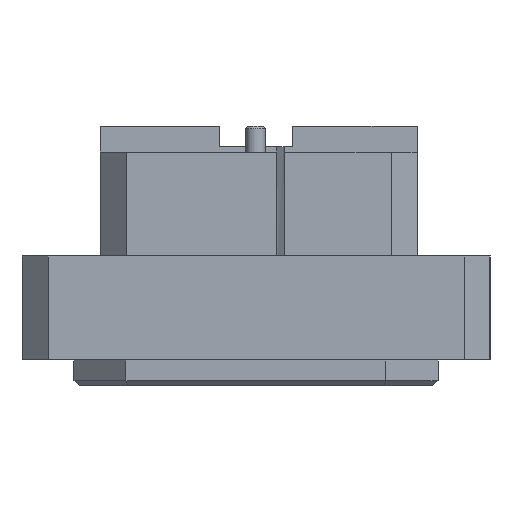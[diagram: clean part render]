
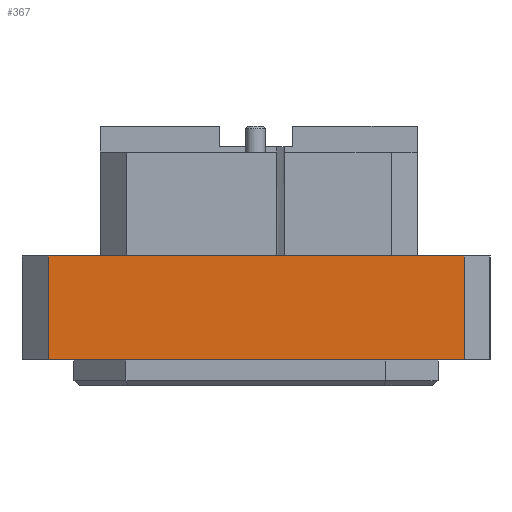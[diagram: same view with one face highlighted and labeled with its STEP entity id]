
A CAD part, left-side view. The second image highlights one B-rep face of the part: STEP entity #367.
In plain terms, the highlighted planar face has unit normal (-1, 0, 0).
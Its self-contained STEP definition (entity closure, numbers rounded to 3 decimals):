
#220=FACE_OUTER_BOUND('',#1652,.T.);
#367=ADVANCED_FACE('',(#220),#620,.F.);
#620=PLANE('',#3871);
#806=LINE('',#5421,#1100);
#808=LINE('',#5431,#1102);
#809=LINE('',#5433,#1103);
#810=LINE('',#5435,#1104);
#1100=VECTOR('',#4305,1.);
#1102=VECTOR('',#4315,1.);
#1103=VECTOR('',#4316,1.);
#1104=VECTOR('',#4317,1.);
#1652=EDGE_LOOP('',(#2063,#2064,#2065,#2066));
#2063=ORIENTED_EDGE('',*,*,#3287,.F.);
#2064=ORIENTED_EDGE('',*,*,#3292,.T.);
#2065=ORIENTED_EDGE('',*,*,#3293,.T.);
#2066=ORIENTED_EDGE('',*,*,#3294,.T.);
#2942=VERTEX_POINT('',#5420);
#2943=VERTEX_POINT('',#5422);
#2947=VERTEX_POINT('',#5432);
#2948=VERTEX_POINT('',#5434);
#3287=EDGE_CURVE('',#2942,#2943,#806,.T.);
#3292=EDGE_CURVE('',#2942,#2947,#808,.T.);
#3293=EDGE_CURVE('',#2947,#2948,#809,.T.);
#3294=EDGE_CURVE('',#2948,#2943,#810,.T.);
#3871=AXIS2_PLACEMENT_3D('',#5436,#4318,#4319);
#4305=DIRECTION('',(0.,-1.,0.));
#4315=DIRECTION('',(0.,0.,-1.));
#4316=DIRECTION('',(0.,-1.,0.));
#4317=DIRECTION('',(0.,0.,1.));
#4318=DIRECTION('',(1.,0.,0.));
#4319=DIRECTION('',(0.,0.,-1.));
#5420=CARTESIAN_POINT('',(-165.,40.,20.));
#5421=CARTESIAN_POINT('',(-165.,35.,20.));
#5422=CARTESIAN_POINT('',(-165.,-40.,20.));
#5431=CARTESIAN_POINT('',(-165.,40.,20.));
#5432=CARTESIAN_POINT('',(-165.,40.,0.));
#5433=CARTESIAN_POINT('',(-165.,35.,0.));
#5434=CARTESIAN_POINT('',(-165.,-40.,0.));
#5435=CARTESIAN_POINT('',(-165.,-40.,20.));
#5436=CARTESIAN_POINT('',(-165.,35.,20.));
